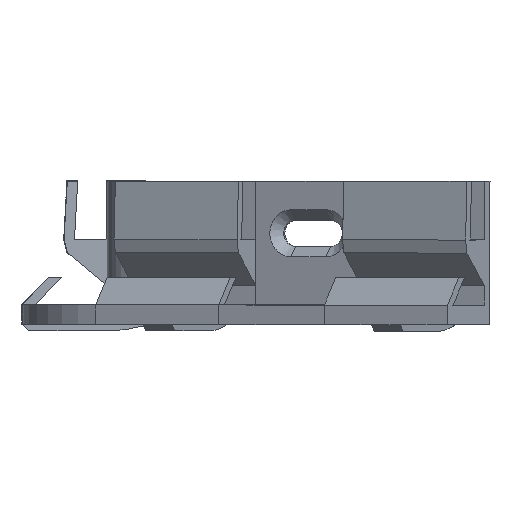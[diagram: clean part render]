
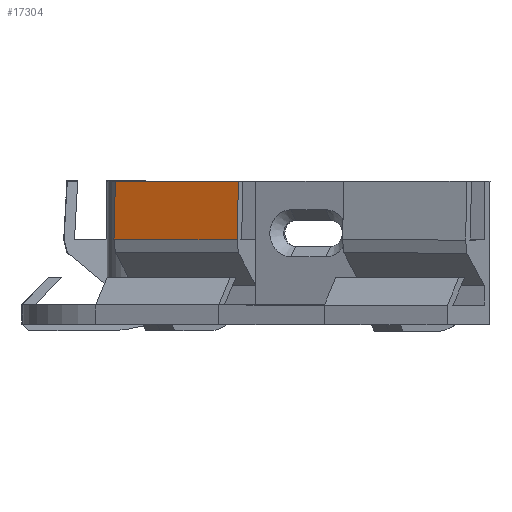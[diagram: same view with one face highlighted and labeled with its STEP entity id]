
A CAD part, left-side view. The second image highlights one B-rep face of the part: STEP entity #17304.
In plain terms, the highlighted face is planar.
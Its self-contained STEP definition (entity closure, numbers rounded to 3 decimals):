
#15409 = PLANE('',#15410);
#15410 = AXIS2_PLACEMENT_3D('',#15411,#15412,#15413);
#15411 = CARTESIAN_POINT('',(-10.5,5.766,9.503));
#15412 = DIRECTION('',(-1.,0.,0.));
#15413 = DIRECTION('',(0.,0.,1.));
#15843 = PLANE('',#15844);
#15844 = AXIS2_PLACEMENT_3D('',#15845,#15846,#15847);
#15845 = CARTESIAN_POINT('',(10.5,5.766,9.503));
#15846 = DIRECTION('',(-1.,0.,0.));
#15847 = DIRECTION('',(0.,0.,1.));
#16103 = VERTEX_POINT('',#16104);
#16104 = CARTESIAN_POINT('',(-10.5,8.1,22.));
#16118 = PLANE('',#16119);
#16119 = AXIS2_PLACEMENT_3D('',#16120,#16121,#16122);
#16120 = CARTESIAN_POINT('',(0.,6.5,22.));
#16121 = DIRECTION('',(0.,0.,-1.));
#16122 = DIRECTION('',(0.,1.,0.));
#16130 = EDGE_CURVE('',#16103,#16131,#16133,.T.);
#16131 = VERTEX_POINT('',#16132);
#16132 = CARTESIAN_POINT('',(-10.5,8.6,13.));
#16133 = SURFACE_CURVE('',#16134,(#16138,#16145),.PCURVE_S1.);
#16134 = LINE('',#16135,#16136);
#16135 = CARTESIAN_POINT('',(-10.5,8.1,22.));
#16136 = VECTOR('',#16137,1.);
#16137 = DIRECTION('',(0.,0.055,-0.998));
#16138 = PCURVE('',#15409,#16139);
#16139 = DEFINITIONAL_REPRESENTATION('',(#16140),#16144);
#16140 = LINE('',#16141,#16142);
#16141 = CARTESIAN_POINT('',(12.497,2.334));
#16142 = VECTOR('',#16143,1.);
#16143 = DIRECTION('',(-0.998,0.055));
#16144 = ( GEOMETRIC_REPRESENTATION_CONTEXT(2) 
PARAMETRIC_REPRESENTATION_CONTEXT() REPRESENTATION_CONTEXT('2D SPACE',''
  ) );
#16145 = PCURVE('',#16146,#16151);
#16146 = PLANE('',#16147);
#16147 = AXIS2_PLACEMENT_3D('',#16148,#16149,#16150);
#16148 = CARTESIAN_POINT('',(0.,8.1,22.));
#16149 = DIRECTION('',(-0.,-0.998,-0.055));
#16150 = DIRECTION('',(0.,0.055,-0.998));
#16151 = DEFINITIONAL_REPRESENTATION('',(#16152),#16156);
#16152 = LINE('',#16153,#16154);
#16153 = CARTESIAN_POINT('',(0.,-10.5));
#16154 = VECTOR('',#16155,1.);
#16155 = DIRECTION('',(1.,0.));
#16156 = ( GEOMETRIC_REPRESENTATION_CONTEXT(2) 
PARAMETRIC_REPRESENTATION_CONTEXT() REPRESENTATION_CONTEXT('2D SPACE',''
  ) );
#16174 = PLANE('',#16175);
#16175 = AXIS2_PLACEMENT_3D('',#16176,#16177,#16178);
#16176 = CARTESIAN_POINT('',(0.,8.6,13.));
#16177 = DIRECTION('',(0.,-0.97,0.243));
#16178 = DIRECTION('',(-0.,-0.243,-0.97));
#16949 = VERTEX_POINT('',#16950);
#16950 = CARTESIAN_POINT('',(10.5,8.1,22.));
#16971 = EDGE_CURVE('',#16949,#16972,#16974,.T.);
#16972 = VERTEX_POINT('',#16973);
#16973 = CARTESIAN_POINT('',(10.5,8.6,13.));
#16974 = SURFACE_CURVE('',#16975,(#16979,#16986),.PCURVE_S1.);
#16975 = LINE('',#16976,#16977);
#16976 = CARTESIAN_POINT('',(10.5,8.1,22.));
#16977 = VECTOR('',#16978,1.);
#16978 = DIRECTION('',(0.,0.055,-0.998));
#16979 = PCURVE('',#15843,#16980);
#16980 = DEFINITIONAL_REPRESENTATION('',(#16981),#16985);
#16981 = LINE('',#16982,#16983);
#16982 = CARTESIAN_POINT('',(12.497,2.334));
#16983 = VECTOR('',#16984,1.);
#16984 = DIRECTION('',(-0.998,0.055));
#16985 = ( GEOMETRIC_REPRESENTATION_CONTEXT(2) 
PARAMETRIC_REPRESENTATION_CONTEXT() REPRESENTATION_CONTEXT('2D SPACE',''
  ) );
#16986 = PCURVE('',#16146,#16987);
#16987 = DEFINITIONAL_REPRESENTATION('',(#16988),#16992);
#16988 = LINE('',#16989,#16990);
#16989 = CARTESIAN_POINT('',(0.,10.5));
#16990 = VECTOR('',#16991,1.);
#16991 = DIRECTION('',(1.,0.));
#16992 = ( GEOMETRIC_REPRESENTATION_CONTEXT(2) 
PARAMETRIC_REPRESENTATION_CONTEXT() REPRESENTATION_CONTEXT('2D SPACE',''
  ) );
#17282 = EDGE_CURVE('',#16949,#16103,#17283,.T.);
#17283 = SURFACE_CURVE('',#17284,(#17288,#17295),.PCURVE_S1.);
#17284 = LINE('',#17285,#17286);
#17285 = CARTESIAN_POINT('',(10.5,8.1,22.));
#17286 = VECTOR('',#17287,1.);
#17287 = DIRECTION('',(-1.,0.,0.));
#17288 = PCURVE('',#16118,#17289);
#17289 = DEFINITIONAL_REPRESENTATION('',(#17290),#17294);
#17290 = LINE('',#17291,#17292);
#17291 = CARTESIAN_POINT('',(1.6,10.5));
#17292 = VECTOR('',#17293,1.);
#17293 = DIRECTION('',(0.,-1.));
#17294 = ( GEOMETRIC_REPRESENTATION_CONTEXT(2) 
PARAMETRIC_REPRESENTATION_CONTEXT() REPRESENTATION_CONTEXT('2D SPACE',''
  ) );
#17295 = PCURVE('',#16146,#17296);
#17296 = DEFINITIONAL_REPRESENTATION('',(#17297),#17301);
#17297 = LINE('',#17298,#17299);
#17298 = CARTESIAN_POINT('',(0.,10.5));
#17299 = VECTOR('',#17300,1.);
#17300 = DIRECTION('',(0.,-1.));
#17301 = ( GEOMETRIC_REPRESENTATION_CONTEXT(2) 
PARAMETRIC_REPRESENTATION_CONTEXT() REPRESENTATION_CONTEXT('2D SPACE',''
  ) );
#17304 = ADVANCED_FACE('',(#17305),#16146,.F.);
#17305 = FACE_BOUND('',#17306,.F.);
#17306 = EDGE_LOOP('',(#17307,#17308,#17329,#17330));
#17307 = ORIENTED_EDGE('',*,*,#16130,.T.);
#17308 = ORIENTED_EDGE('',*,*,#17309,.F.);
#17309 = EDGE_CURVE('',#16972,#16131,#17310,.T.);
#17310 = SURFACE_CURVE('',#17311,(#17315,#17322),.PCURVE_S1.);
#17311 = LINE('',#17312,#17313);
#17312 = CARTESIAN_POINT('',(10.5,8.6,13.));
#17313 = VECTOR('',#17314,1.);
#17314 = DIRECTION('',(-1.,0.,0.));
#17315 = PCURVE('',#16146,#17316);
#17316 = DEFINITIONAL_REPRESENTATION('',(#17317),#17321);
#17317 = LINE('',#17318,#17319);
#17318 = CARTESIAN_POINT('',(9.014,10.5));
#17319 = VECTOR('',#17320,1.);
#17320 = DIRECTION('',(0.,-1.));
#17321 = ( GEOMETRIC_REPRESENTATION_CONTEXT(2) 
PARAMETRIC_REPRESENTATION_CONTEXT() REPRESENTATION_CONTEXT('2D SPACE',''
  ) );
#17322 = PCURVE('',#16174,#17323);
#17323 = DEFINITIONAL_REPRESENTATION('',(#17324),#17328);
#17324 = LINE('',#17325,#17326);
#17325 = CARTESIAN_POINT('',(-0.,10.5));
#17326 = VECTOR('',#17327,1.);
#17327 = DIRECTION('',(0.,-1.));
#17328 = ( GEOMETRIC_REPRESENTATION_CONTEXT(2) 
PARAMETRIC_REPRESENTATION_CONTEXT() REPRESENTATION_CONTEXT('2D SPACE',''
  ) );
#17329 = ORIENTED_EDGE('',*,*,#16971,.F.);
#17330 = ORIENTED_EDGE('',*,*,#17282,.T.);
